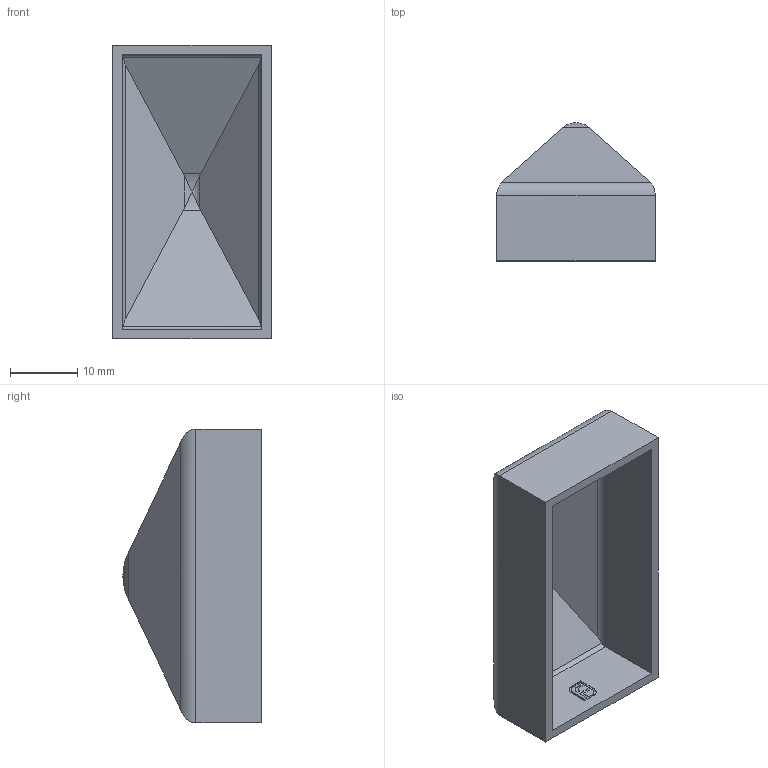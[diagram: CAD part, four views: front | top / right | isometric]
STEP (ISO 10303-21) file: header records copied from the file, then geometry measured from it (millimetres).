
FILE_DESCRIPTION (( 'STEP AP203' ), '1' );
FILE_NAME ('165-40X20V2AG.step', '2020-12-03T12:56:13', ( '' ), ( '' ), 'SwSTEP 2.0', 'SolidWorks 2018', '' );
FILE_SCHEMA (( 'CONFIG_CONTROL_DESIGN' ));
Length unit declared in the file: millimetre
Products named in the file (2): 165-40X20V2AG
Bounding box: 23.5 x 20.5 x 43.5 mm (x, y, z)
Volume: 3476.7 mm3; surface area: 5163.6 mm2
Topology: 1 solids, 1 shells, 339 faces, 904 edges, 598 vertices
Faces by surface type: plane 199, bspline 124, cylinder 16
Entity records: 17065 total; most frequent: CARTESIAN_POINT 9383, ORIENTED_EDGE 1808, DIRECTION 1062, EDGE_CURVE 904, LINE 628, VECTOR 628, VERTEX_POINT 598, EDGE_LOOP 370
